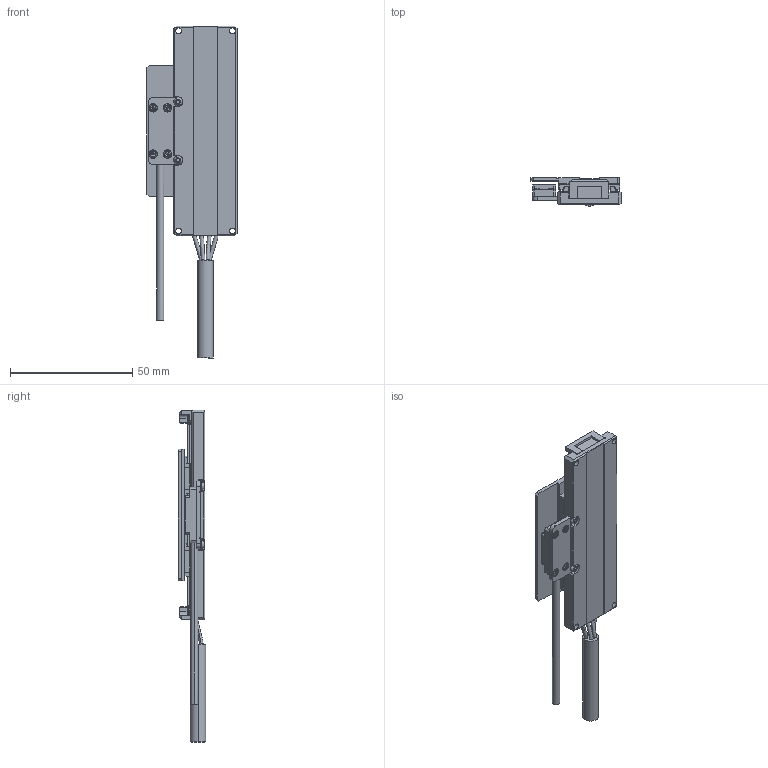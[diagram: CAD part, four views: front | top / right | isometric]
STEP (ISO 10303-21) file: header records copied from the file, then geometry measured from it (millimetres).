
FILE_DESCRIPTION (( 'STEP AP214' ), '1' );
FILE_NAME ('MLS-38LM-31500.STEP', '2024-01-26T00:29:27', ( '' ), ( '' ), 'SwSTEP 2.0', 'SolidWorks 2023', '' );
FILE_SCHEMA (( 'AUTOMOTIVE_DESIGN' ));
Length unit declared in the file: millimetre
Products named in the file (9): SCREW, MS-PPH, M-JCIS_M2 x 0.4 x 4mm; MLS-38LM-31500; 3.0 Black Cable_L8; 431809 Encoder Bracket, Absolute, IKO NT38; MLS-38LM_Carriage Subassembly; MLS-38LM_Base Subassembly; Encoder Optical Absolute Assembly_No Cover, DEMO ; 92095A276_M2x0.4x3mm_92095A276; 431528 Encoder Head Enclosure, Optical Absolute 8x13
Assembly tree (12 placements, depth 3):
  MLS-38LM-31500
    MLS-38LM_Base Subassembly
    MLS-38LM_Carriage Subassembly
    Encoder Optical Absolute Assembly_No Cover, DEMO 
      431528 Encoder Head Enclosure, Optical Absolute 8x13
      3.0 Black Cable_L8
    431809 Encoder Bracket, Absolute, IKO NT38
    92095A276_M2x0.4x3mm_92095A276  x2
    SCREW, MS-PPH, M-JCIS_M2 x 0.4 x 4mm  x4
Bounding box: 37 x 11.45 x 136 mm (x, y, z)
Volume: 21432.6 mm3; surface area: 19731 mm2
Topology: 24 solids, 24 shells, 1128 faces, 2808 edges, 1679 vertices
Faces by surface type: plane 642, cylinder 298, sphere 76, cone 40, bspline 40, torus 32
Entity records: 57770 total; most frequent: CARTESIAN_POINT 34060, DIRECTION 4906, ORIENTED_EDGE 4816, EDGE_CURVE 2408, AXIS2_PLACEMENT_3D 1646, VECTOR 1614, LINE 1614, VERTEX_POINT 1474
